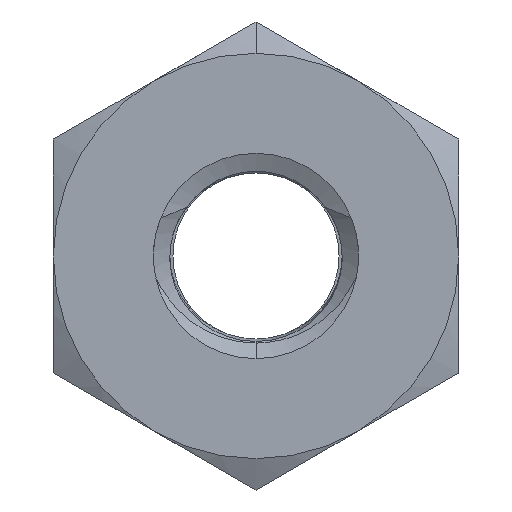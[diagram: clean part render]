
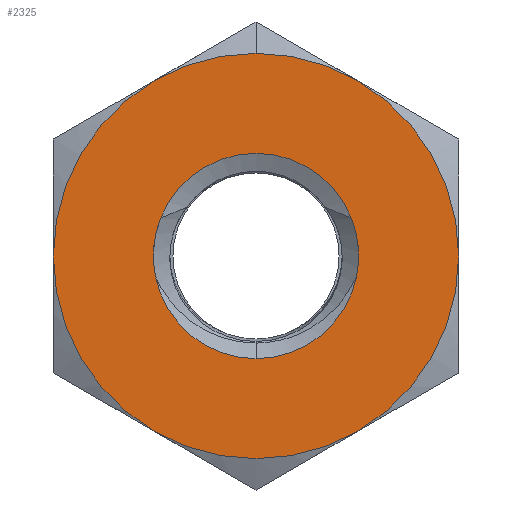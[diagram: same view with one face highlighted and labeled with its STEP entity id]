
A CAD part, front view. The second image highlights one B-rep face of the part: STEP entity #2325.
In plain terms, the highlighted planar face has unit normal (0, -1, 0).
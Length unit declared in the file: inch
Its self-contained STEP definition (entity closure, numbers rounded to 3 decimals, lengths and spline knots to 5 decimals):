
#4 = EDGE_CURVE ( 'NONE', #273, #296, #2791, .T. ) ;
#21 = CIRCLE ( 'NONE', #1295, 0.095 ) ;
#30 = VERTEX_POINT ( 'NONE', #1942 ) ;
#77 = CARTESIAN_POINT ( 'NONE',  ( 0.09375, 0., 0.16238 ) ) ;
#162 = DIRECTION ( 'NONE',  ( 0., 0., -1. ) ) ;
#185 = CARTESIAN_POINT ( 'NONE',  ( 0., 0., 0. ) ) ;
#214 = AXIS2_PLACEMENT_3D ( 'NONE', #1564, #1363, #2006 ) ;
#257 = DIRECTION ( 'NONE',  ( 0., -1., 0. ) ) ;
#264 = CIRCLE ( 'NONE', #811, 0.095 ) ;
#270 = EDGE_CURVE ( 'NONE', #1071, #1339, #2128, .T. ) ;
#273 = VERTEX_POINT ( 'NONE', #77 ) ;
#278 = CARTESIAN_POINT ( 'NONE',  ( -0.09319, 0., -0.01845 ) ) ;
#296 = VERTEX_POINT ( 'NONE', #1157 ) ;
#324 = VERTEX_POINT ( 'NONE', #549 ) ;
#403 = CARTESIAN_POINT ( 'NONE',  ( 0., 0., 0. ) ) ;
#419 = ORIENTED_EDGE ( 'NONE', *, *, #513, .T. ) ;
#450 = DIRECTION ( 'NONE',  ( 0., 0., -1. ) ) ;
#491 = EDGE_LOOP ( 'NONE', ( #1008, #1738, #1112, #1970, #619 ) ) ;
#502 = EDGE_LOOP ( 'NONE', ( #2630, #1579, #563, #419, #767, #872, #863 ) ) ;
#510 = CIRCLE ( 'NONE', #1842, 0.1875 ) ;
#513 = EDGE_CURVE ( 'NONE', #2036, #1765, #1036, .T. ) ;
#549 = CARTESIAN_POINT ( 'NONE',  ( 0.09375, 0., -0.16238 ) ) ;
#563 = ORIENTED_EDGE ( 'NONE', *, *, #2208, .T. ) ;
#596 = VERTEX_POINT ( 'NONE', #2826 ) ;
#597 = DIRECTION ( 'NONE',  ( 0., -1., 0. ) ) ;
#604 = DIRECTION ( 'NONE',  ( 0., 1., 0. ) ) ;
#619 = ORIENTED_EDGE ( 'NONE', *, *, #270, .F. ) ;
#639 = DIRECTION ( 'NONE',  ( 0., -1., 0. ) ) ;
#666 = CARTESIAN_POINT ( 'NONE',  ( 0., 0., 0. ) ) ;
#767 = ORIENTED_EDGE ( 'NONE', *, *, #1939, .T. ) ;
#811 = AXIS2_PLACEMENT_3D ( 'NONE', #1976, #1766, #450 ) ;
#814 = DIRECTION ( 'NONE',  ( 0., 0., -1. ) ) ;
#834 = VERTEX_POINT ( 'NONE', #1348 ) ;
#837 = DIRECTION ( 'NONE',  ( 0., -1., 0. ) ) ;
#859 = EDGE_CURVE ( 'NONE', #1130, #30, #2338, .T. ) ;
#863 = ORIENTED_EDGE ( 'NONE', *, *, #874, .T. ) ;
#872 = ORIENTED_EDGE ( 'NONE', *, *, #1446, .T. ) ;
#873 = DIRECTION ( 'NONE',  ( 0., 0., -1. ) ) ;
#874 = EDGE_CURVE ( 'NONE', #596, #273, #924, .T. ) ;
#901 = DIRECTION ( 'NONE',  ( 0., -1., 0. ) ) ;
#904 = CARTESIAN_POINT ( 'NONE',  ( 0., 0., 0. ) ) ;
#917 = FACE_BOUND ( 'NONE', #491, .T. ) ;
#920 = CIRCLE ( 'NONE', #2262, 0.1875 ) ;
#924 = CIRCLE ( 'NONE', #2816, 0.1875 ) ;
#936 = DIRECTION ( 'NONE',  ( 0., 0., -1. ) ) ;
#1002 = AXIS2_PLACEMENT_3D ( 'NONE', #2832, #2796, #162 ) ;
#1006 = CARTESIAN_POINT ( 'NONE',  ( 0., 0., 0. ) ) ;
#1008 = ORIENTED_EDGE ( 'NONE', *, *, #1875, .F. ) ;
#1018 = DIRECTION ( 'NONE',  ( 0., -1., 0. ) ) ;
#1036 = CIRCLE ( 'NONE', #1002, 0.1875 ) ;
#1046 = VERTEX_POINT ( 'NONE', #1159 ) ;
#1071 = VERTEX_POINT ( 'NONE', #1182 ) ;
#1112 = ORIENTED_EDGE ( 'NONE', *, *, #859, .F. ) ;
#1130 = VERTEX_POINT ( 'NONE', #278 ) ;
#1157 = CARTESIAN_POINT ( 'NONE',  ( 0., 0., 0.1875 ) ) ;
#1159 = CARTESIAN_POINT ( 'NONE',  ( 0.09319, 0., -0.01845 ) ) ;
#1182 = CARTESIAN_POINT ( 'NONE',  ( 0.08835, 0., 0.03492 ) ) ;
#1292 = DIRECTION ( 'NONE',  ( 0., 0., -1. ) ) ;
#1293 = AXIS2_PLACEMENT_3D ( 'NONE', #1584, #257, #1794 ) ;
#1295 = AXIS2_PLACEMENT_3D ( 'NONE', #403, #639, #2595 ) ;
#1307 = AXIS2_PLACEMENT_3D ( 'NONE', #2181, #837, #873 ) ;
#1339 = VERTEX_POINT ( 'NONE', #2134 ) ;
#1348 = CARTESIAN_POINT ( 'NONE',  ( -0.09375, 0., 0.16238 ) ) ;
#1363 = DIRECTION ( 'NONE',  ( 0., -1., 0. ) ) ;
#1435 = FACE_OUTER_BOUND ( 'NONE', #502, .T. ) ;
#1446 = EDGE_CURVE ( 'NONE', #324, #596, #920, .T. ) ;
#1453 = AXIS2_PLACEMENT_3D ( 'NONE', #1006, #1018, #2079 ) ;
#1564 = CARTESIAN_POINT ( 'NONE',  ( 0., 0., 0. ) ) ;
#1579 = ORIENTED_EDGE ( 'NONE', *, *, #2542, .T. ) ;
#1584 = CARTESIAN_POINT ( 'NONE',  ( 0., 0., 0. ) ) ;
#1610 = CARTESIAN_POINT ( 'NONE',  ( 0., 0., 0. ) ) ;
#1691 = PLANE ( 'NONE',  #1797 ) ;
#1738 = ORIENTED_EDGE ( 'NONE', *, *, #2379, .F. ) ;
#1765 = VERTEX_POINT ( 'NONE', #1912 ) ;
#1766 = DIRECTION ( 'NONE',  ( 0., -1., 0. ) ) ;
#1794 = DIRECTION ( 'NONE',  ( 0., 0., -1. ) ) ;
#1797 = AXIS2_PLACEMENT_3D ( 'NONE', #2347, #604, #1914 ) ;
#1842 = AXIS2_PLACEMENT_3D ( 'NONE', #904, #2258, #936 ) ;
#1855 = DIRECTION ( 'NONE',  ( 0., 0., -1. ) ) ;
#1863 = DIRECTION ( 'NONE',  ( 0., -1., 0. ) ) ;
#1875 = EDGE_CURVE ( 'NONE', #1046, #1071, #21, .T. ) ;
#1895 = AXIS2_PLACEMENT_3D ( 'NONE', #185, #597, #814 ) ;
#1912 = CARTESIAN_POINT ( 'NONE',  ( -0.09375, 0., -0.16238 ) ) ;
#1914 = DIRECTION ( 'NONE',  ( 0., 0., 1. ) ) ;
#1939 = EDGE_CURVE ( 'NONE', #1765, #324, #2054, .T. ) ;
#1942 = CARTESIAN_POINT ( 'NONE',  ( 0., 0., -0.095 ) ) ;
#1970 = ORIENTED_EDGE ( 'NONE', *, *, #2318, .F. ) ;
#1976 = CARTESIAN_POINT ( 'NONE',  ( 0., 0., 0. ) ) ;
#2006 = DIRECTION ( 'NONE',  ( 0., 0., -1. ) ) ;
#2036 = VERTEX_POINT ( 'NONE', #2195 ) ;
#2052 = CIRCLE ( 'NONE', #1453, 0.1875 ) ;
#2054 = CIRCLE ( 'NONE', #214, 0.1875 ) ;
#2079 = DIRECTION ( 'NONE',  ( 0., 0., -1. ) ) ;
#2120 = CIRCLE ( 'NONE', #1895, 0.095 ) ;
#2128 = CIRCLE ( 'NONE', #2547, 0.095 ) ;
#2134 = CARTESIAN_POINT ( 'NONE',  ( -0.08835, 0., 0.03492 ) ) ;
#2181 = CARTESIAN_POINT ( 'NONE',  ( 0., 0., 0. ) ) ;
#2195 = CARTESIAN_POINT ( 'NONE',  ( -0.1875, 0., 0. ) ) ;
#2208 = EDGE_CURVE ( 'NONE', #834, #2036, #2052, .T. ) ;
#2221 = CARTESIAN_POINT ( 'NONE',  ( 0., 0., 0. ) ) ;
#2258 = DIRECTION ( 'NONE',  ( 0., -1., 0. ) ) ;
#2262 = AXIS2_PLACEMENT_3D ( 'NONE', #666, #2634, #1292 ) ;
#2318 = EDGE_CURVE ( 'NONE', #1339, #1130, #2120, .T. ) ;
#2325 = ADVANCED_FACE ( 'NONE', ( #917, #1435 ), #1691, .F. ) ;
#2338 = CIRCLE ( 'NONE', #1293, 0.095 ) ;
#2347 = CARTESIAN_POINT ( 'NONE',  ( -0.1875, 0., -0.32476 ) ) ;
#2379 = EDGE_CURVE ( 'NONE', #30, #1046, #264, .T. ) ;
#2542 = EDGE_CURVE ( 'NONE', #296, #834, #510, .T. ) ;
#2547 = AXIS2_PLACEMENT_3D ( 'NONE', #1610, #1863, #1855 ) ;
#2595 = DIRECTION ( 'NONE',  ( 0., 0., -1. ) ) ;
#2630 = ORIENTED_EDGE ( 'NONE', *, *, #4, .T. ) ;
#2634 = DIRECTION ( 'NONE',  ( 0., -1., 0. ) ) ;
#2676 = DIRECTION ( 'NONE',  ( 0., 0., -1. ) ) ;
#2791 = CIRCLE ( 'NONE', #1307, 0.1875 ) ;
#2796 = DIRECTION ( 'NONE',  ( 0., -1., 0. ) ) ;
#2816 = AXIS2_PLACEMENT_3D ( 'NONE', #2221, #901, #2676 ) ;
#2826 = CARTESIAN_POINT ( 'NONE',  ( 0.1875, 0., 0. ) ) ;
#2832 = CARTESIAN_POINT ( 'NONE',  ( 0., 0., 0. ) ) ;
